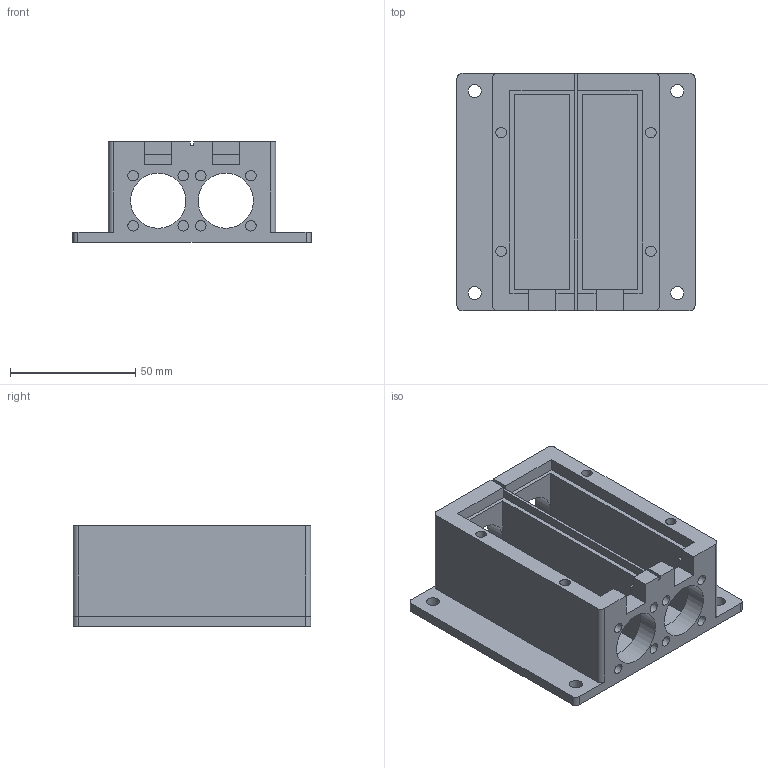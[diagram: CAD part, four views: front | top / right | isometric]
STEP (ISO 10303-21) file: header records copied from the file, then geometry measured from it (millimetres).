
FILE_DESCRIPTION(('FreeCAD Model'),'2;1');
FILE_NAME('Open CASCADE Shape Model','2025-07-03T17:53:41',(''),(''), 'Open CASCADE STEP processor 7.8','FreeCAD','Unknown');
FILE_SCHEMA(('AUTOMOTIVE_DESIGN { 1 0 10303 214 1 1 1 1 }'));
Length unit declared in the file: millimetre
Products named in the file (1): TopMountHoleMultiTransform
Bounding box: 95.05 x 94.8 x 40 mm (x, y, z)
Volume: 119895 mm3; surface area: 45747.8 mm2
Topology: 1 solids, 1 shells, 86 faces, 212 edges, 140 vertices
Faces by surface type: plane 58, cylinder 28
Full cylindrical faces by diameter (mm): 4.191 x12, 5.207 x4, 22 x4
Entity records: 2594 total; most frequent: DIRECTION 442, CARTESIAN_POINT 439, ORIENTED_EDGE 424, EDGE_CURVE 212, LINE 156, VECTOR 156, AXIS2_PLACEMENT_3D 143, VERTEX_POINT 140
